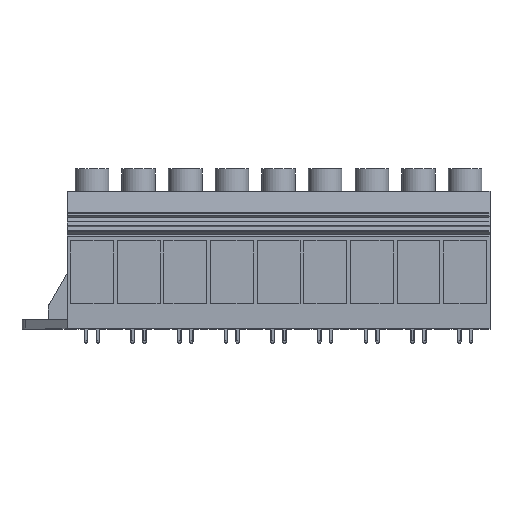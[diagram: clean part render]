
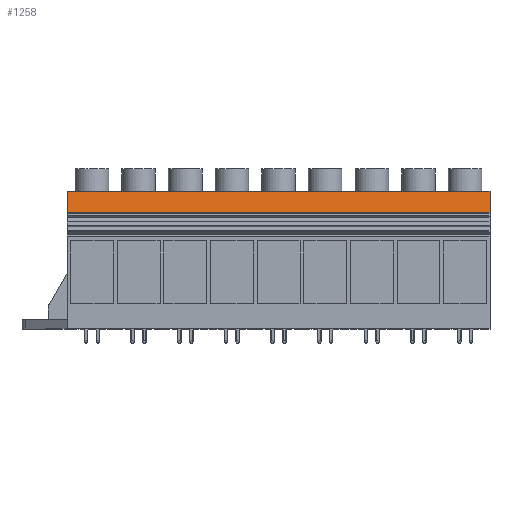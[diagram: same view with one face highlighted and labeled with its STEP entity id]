
A CAD part, top view. The second image highlights one B-rep face of the part: STEP entity #1258.
In plain terms, the highlighted planar face has unit normal (0, 0.174, 0.985).
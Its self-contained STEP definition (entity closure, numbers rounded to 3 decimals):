
#1238=AXIS2_PLACEMENT_3D('Plane Axis2P3D',#1235,#1236,#1237) ;
#234=CARTESIAN_POINT('Vertex',(150.5,48.8,22.22)) ;
#416=CARTESIAN_POINT('Vertex',(14.5,48.8,22.22)) ;
#419=CARTESIAN_POINT('Line Origine',(82.5,48.8,22.22)) ;
#784=CARTESIAN_POINT('Vertex',(14.5,41.899,23.437)) ;
#787=CARTESIAN_POINT('Line Origine',(14.5,45.35,22.828)) ;
#1235=CARTESIAN_POINT('Axis2P3D Location',(89.5,34.3,24.777)) ;
#1240=CARTESIAN_POINT('Line Origine',(82.5,41.899,23.437)) ;
#1244=CARTESIAN_POINT('Vertex',(150.5,41.899,23.437)) ;
#1247=CARTESIAN_POINT('Line Origine',(150.5,45.35,22.828)) ;
#420=DIRECTION('Vector Direction',(1.,0.,0.)) ;
#788=DIRECTION('Vector Direction',(0.,0.985,-0.174)) ;
#1236=DIRECTION('Axis2P3D Direction',(0.,-0.174,-0.985)) ;
#1237=DIRECTION('Axis2P3D XDirection',(0.,0.985,-0.174)) ;
#1241=DIRECTION('Vector Direction',(1.,0.,0.)) ;
#1248=DIRECTION('Vector Direction',(0.,0.985,-0.174)) ;
#421=VECTOR('Line Direction',#420,1.) ;
#789=VECTOR('Line Direction',#788,1.) ;
#1242=VECTOR('Line Direction',#1241,1.) ;
#1249=VECTOR('Line Direction',#1248,1.) ;
#1253=ORIENTED_EDGE('',*,*,#791,.F.) ;
#1254=ORIENTED_EDGE('',*,*,#1246,.T.) ;
#1255=ORIENTED_EDGE('',*,*,#1251,.T.) ;
#1256=ORIENTED_EDGE('',*,*,#423,.F.) ;
#1258=ADVANCED_FACE('HOUSING',(#1257),#1239,.F.) ;
#423=EDGE_CURVE('',#417,#235,#422,.T.) ;
#791=EDGE_CURVE('',#785,#417,#790,.T.) ;
#1246=EDGE_CURVE('',#785,#1245,#1243,.T.) ;
#1251=EDGE_CURVE('',#1245,#235,#1250,.T.) ;
#1252=EDGE_LOOP('',(#1253,#1254,#1255,#1256)) ;
#1257=FACE_OUTER_BOUND('',#1252,.T.) ;
#422=LINE('Line',#419,#421) ;
#790=LINE('Line',#787,#789) ;
#1243=LINE('Line',#1240,#1242) ;
#1250=LINE('Line',#1247,#1249) ;
#1239=PLANE('',#1238) ;
#235=VERTEX_POINT('',#234) ;
#417=VERTEX_POINT('',#416) ;
#785=VERTEX_POINT('',#784) ;
#1245=VERTEX_POINT('',#1244) ;
